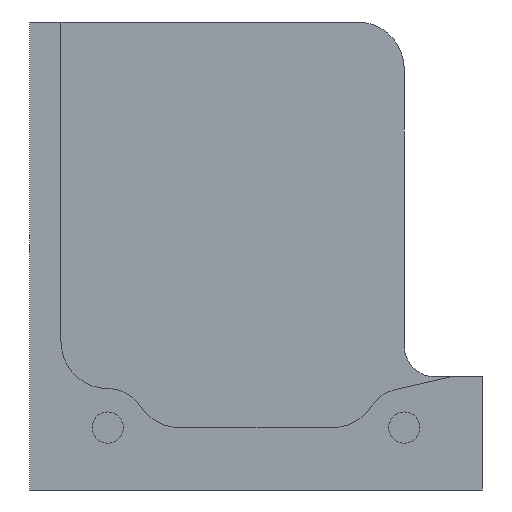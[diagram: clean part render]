
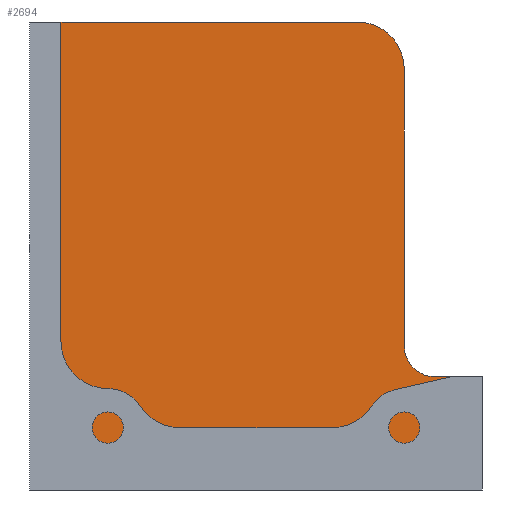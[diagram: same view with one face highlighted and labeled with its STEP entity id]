
A CAD part, front view. The second image highlights one B-rep face of the part: STEP entity #2694.
In plain terms, the highlighted planar face has unit normal (0, -1, 0).
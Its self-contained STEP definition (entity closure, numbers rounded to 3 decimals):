
#90 = CARTESIAN_POINT ( 'NONE',  ( 13., 15.5, 0. ) ) ;
#95 = DIRECTION ( 'NONE',  ( 0., 0., 1. ) ) ;
#631 = CARTESIAN_POINT ( 'NONE',  ( -25., 15.5, 0. ) ) ;
#688 = EDGE_CURVE ( 'NONE', #6119, #4481, #4486, .T. ) ;
#749 = CARTESIAN_POINT ( 'NONE',  ( 19., 15.5, 0. ) ) ;
#917 = DIRECTION ( 'NONE',  ( 0., 0., 1. ) ) ;
#989 = ORIENTED_EDGE ( 'NONE', *, *, #9964, .T. ) ;
#1181 = CARTESIAN_POINT ( 'NONE',  ( -25., 15.5, 0. ) ) ;
#1275 = PLANE ( 'NONE',  #8010 ) ;
#1476 = DIRECTION ( 'NONE',  ( -1., 0., 0. ) ) ;
#1829 = CIRCLE ( 'NONE', #9605, 6. ) ;
#2319 = DIRECTION ( 'NONE',  ( 0., 0., 1. ) ) ;
#2557 = CARTESIAN_POINT ( 'NONE',  ( -25., 15.5, -58.8 ) ) ;
#2694 = ADVANCED_FACE ( 'NONE', ( #11265 ), #1275, .F. ) ;
#2727 = CARTESIAN_POINT ( 'NONE',  ( -25., 15.5, -45.5 ) ) ;
#2777 = ORIENTED_EDGE ( 'NONE', *, *, #5272, .F. ) ;
#2870 = CARTESIAN_POINT ( 'NONE',  ( -25., 15.5, 0. ) ) ;
#3030 = LINE ( 'NONE', #631, #10775 ) ;
#3064 = DIRECTION ( 'NONE',  ( 0., 0., -1. ) ) ;
#3592 = EDGE_CURVE ( 'NONE', #12752, #8360, #8623, .T. ) ;
#3688 = CARTESIAN_POINT ( 'NONE',  ( -25., 15.5, 0. ) ) ;
#3695 = CARTESIAN_POINT ( 'NONE',  ( -25., 15.5, -58.8 ) ) ;
#3816 = CARTESIAN_POINT ( 'NONE',  ( 25., 15.5, -45.5 ) ) ;
#3827 = DIRECTION ( 'NONE',  ( 1., 0., 0. ) ) ;
#3935 = VECTOR ( 'NONE', #5913, 1000. ) ;
#3985 = DIRECTION ( 'NONE',  ( 0., 0., -1. ) ) ;
#4146 = CARTESIAN_POINT ( 'NONE',  ( 19., 15.5, -6. ) ) ;
#4345 = VECTOR ( 'NONE', #3827, 1000. ) ;
#4481 = VERTEX_POINT ( 'NONE', #8877 ) ;
#4486 = CIRCLE ( 'NONE', #5093, 4. ) ;
#4717 = VERTEX_POINT ( 'NONE', #90 ) ;
#5091 = CARTESIAN_POINT ( 'NONE',  ( 13., 15.5, -6. ) ) ;
#5093 = AXIS2_PLACEMENT_3D ( 'NONE', #11585, #9546, #95 ) ;
#5272 = EDGE_CURVE ( 'NONE', #12756, #4717, #3030, .T. ) ;
#5273 = CARTESIAN_POINT ( 'NONE',  ( 25., 15.5, -58.8 ) ) ;
#5274 = EDGE_CURVE ( 'NONE', #10763, #4481, #10579, .T. ) ;
#5425 = EDGE_CURVE ( 'NONE', #10763, #4717, #1829, .T. ) ;
#5913 = DIRECTION ( 'NONE',  ( 0., 0., -1. ) ) ;
#5955 = DIRECTION ( 'NONE',  ( 1., 0., 0. ) ) ;
#6053 = LINE ( 'NONE', #2870, #3935 ) ;
#6119 = VERTEX_POINT ( 'NONE', #8704 ) ;
#6897 = VERTEX_POINT ( 'NONE', #3816 ) ;
#7397 = ORIENTED_EDGE ( 'NONE', *, *, #3592, .T. ) ;
#7526 = LINE ( 'NONE', #2727, #9340 ) ;
#7661 = ORIENTED_EDGE ( 'NONE', *, *, #5425, .T. ) ;
#8010 = AXIS2_PLACEMENT_3D ( 'NONE', #1181, #8651, #2319 ) ;
#8083 = EDGE_CURVE ( 'NONE', #12756, #12752, #6053, .T. ) ;
#8360 = VERTEX_POINT ( 'NONE', #5273 ) ;
#8623 = LINE ( 'NONE', #3695, #4345 ) ;
#8651 = DIRECTION ( 'NONE',  ( 0., 1., 0. ) ) ;
#8704 = CARTESIAN_POINT ( 'NONE',  ( 23., 15.5, -45.5 ) ) ;
#8877 = CARTESIAN_POINT ( 'NONE',  ( 19., 15.5, -41.5 ) ) ;
#9315 = EDGE_CURVE ( 'NONE', #6897, #8360, #13152, .T. ) ;
#9340 = VECTOR ( 'NONE', #1476, 1000. ) ;
#9546 = DIRECTION ( 'NONE',  ( 0., 1., 0. ) ) ;
#9605 = AXIS2_PLACEMENT_3D ( 'NONE', #5091, #13500, #917 ) ;
#9964 = EDGE_CURVE ( 'NONE', #6897, #6119, #7526, .T. ) ;
#10268 = ORIENTED_EDGE ( 'NONE', *, *, #688, .T. ) ;
#10337 = CARTESIAN_POINT ( 'NONE',  ( 25., 15.5, 0. ) ) ;
#10399 = ORIENTED_EDGE ( 'NONE', *, *, #9315, .F. ) ;
#10579 = LINE ( 'NONE', #749, #11918 ) ;
#10763 = VERTEX_POINT ( 'NONE', #4146 ) ;
#10775 = VECTOR ( 'NONE', #5955, 1000. ) ;
#11265 = FACE_OUTER_BOUND ( 'NONE', #11865, .T. ) ;
#11585 = CARTESIAN_POINT ( 'NONE',  ( 23., 15.5, -41.5 ) ) ;
#11669 = ORIENTED_EDGE ( 'NONE', *, *, #5274, .F. ) ;
#11865 = EDGE_LOOP ( 'NONE', ( #13429, #7397, #10399, #989, #10268, #11669, #7661, #2777 ) ) ;
#11918 = VECTOR ( 'NONE', #3985, 1000. ) ;
#12155 = VECTOR ( 'NONE', #3064, 1000. ) ;
#12752 = VERTEX_POINT ( 'NONE', #2557 ) ;
#12756 = VERTEX_POINT ( 'NONE', #3688 ) ;
#13152 = LINE ( 'NONE', #10337, #12155 ) ;
#13429 = ORIENTED_EDGE ( 'NONE', *, *, #8083, .T. ) ;
#13500 = DIRECTION ( 'NONE',  ( 0., -1., 0. ) ) ;
